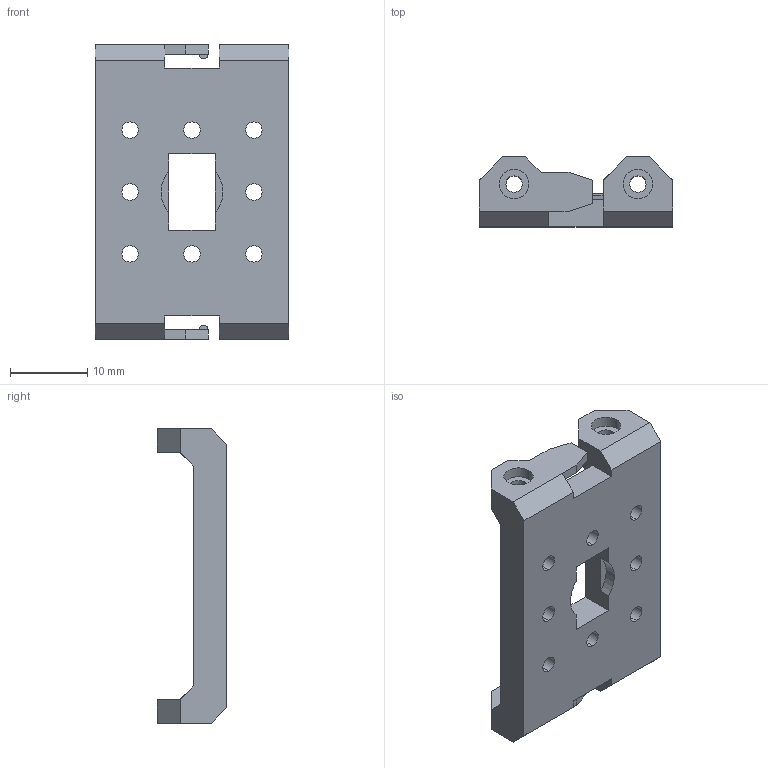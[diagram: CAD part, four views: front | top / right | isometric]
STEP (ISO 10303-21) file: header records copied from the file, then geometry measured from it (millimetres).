
FILE_DESCRIPTION (( 'STEP AP203' ), '1' );
FILE_NAME ('PFP04-F3_Défaut_sldprt.STEP', '2020-08-31T14:56:07', ( '' ), ( '' ), 'SwSTEP 2.0', 'SolidWorks 2020', '' );
FILE_SCHEMA (( 'CONFIG_CONTROL_DESIGN' ));
Length unit declared in the file: millimetre
Products named in the file (1): PFP04-F3_Défaut_sldprt
Bounding box: 25 x 9 x 38 mm (x, y, z)
Volume: 3206.4 mm3; surface area: 3583.4 mm2
Topology: 1 solids, 1 shells, 243 faces, 687 edges, 456 vertices
Faces by surface type: plane 206, cylinder 37
Entity records: 7896 total; most frequent: CARTESIAN_POINT 1387, ORIENTED_EDGE 1374, DIRECTION 1249, EDGE_CURVE 687, LINE 613, VECTOR 613, VERTEX_POINT 456, AXIS2_PLACEMENT_3D 318
